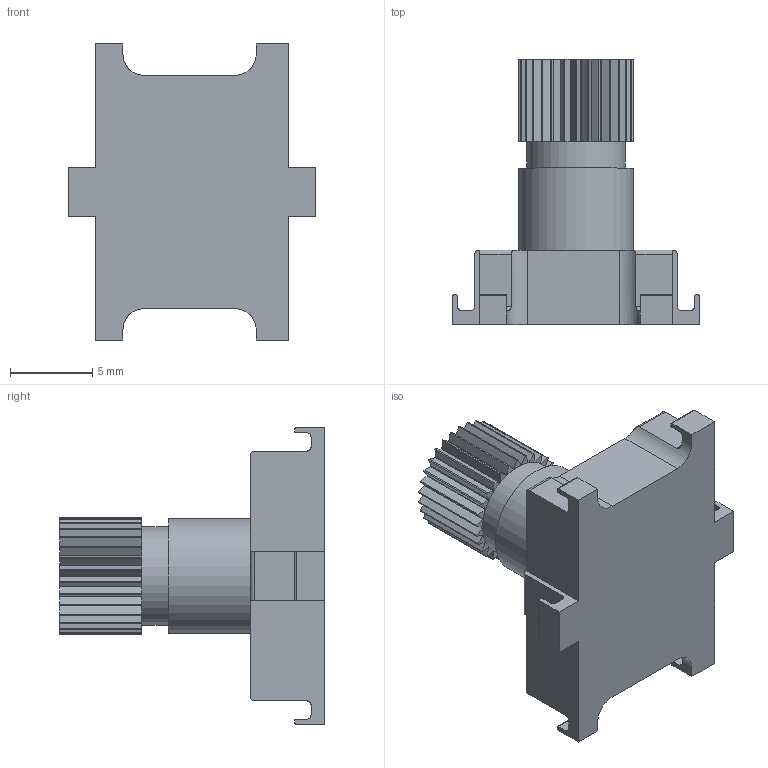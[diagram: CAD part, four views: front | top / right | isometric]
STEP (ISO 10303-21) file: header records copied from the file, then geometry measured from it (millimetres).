
FILE_DESCRIPTION(/* description */ (''),/* implementation_level */ '2;1');
FILE_NAME(/* name */ 'rot_encoder v1.step',/* time_stamp */ '2023-07-31T20:54:58-04:00',/* author */ (''),/* organization */ (''),/* preprocessor_version */ 'ST-DEVELOPER v19.2',/* originating_system */ 'Autodesk Translation Framework v12.6.0.85',/* authorisation */ '');
FILE_SCHEMA (('AUTOMOTIVE_DESIGN { 1 0 10303 214 3 1 1 }'));
Length unit declared in the file: millimetre
Products named in the file (1): rot_encoder
Bounding box: 15 x 16.1 x 18 mm (x, y, z)
Volume: 1200.8 mm3; surface area: 1014.9 mm2
Topology: 1 solids, 1 shells, 235 faces, 690 edges, 460 vertices
Faces by surface type: cylinder 126, plane 109
Full cylindrical faces by diameter (mm): 6 x1, 7 x1
Entity records: 7988 total; most frequent: CARTESIAN_POINT 1458, DIRECTION 1402, ORIENTED_EDGE 1380, EDGE_CURVE 690, AXIS2_PLACEMENT_3D 484, VERTEX_POINT 460, LINE 434, VECTOR 434
